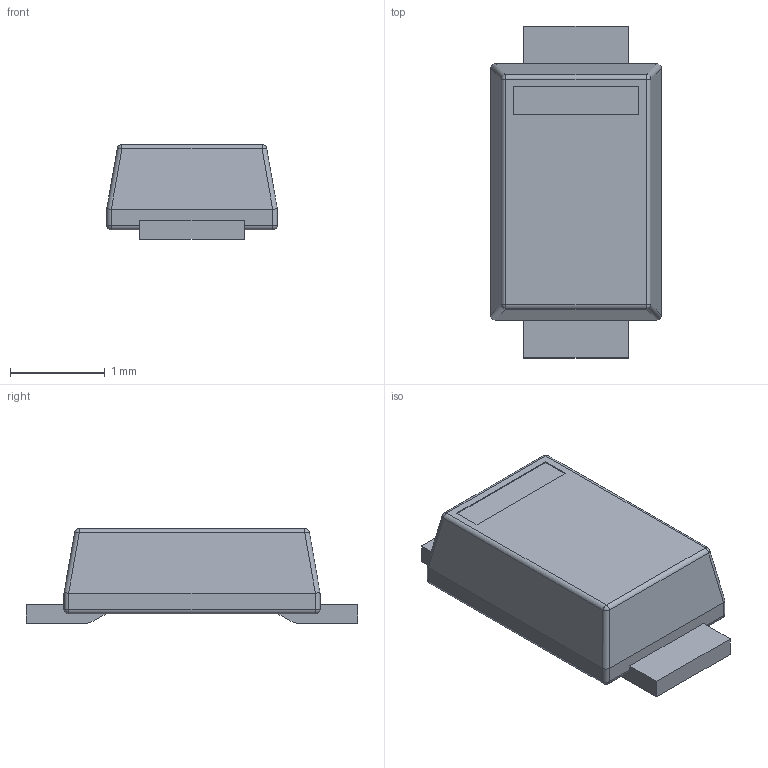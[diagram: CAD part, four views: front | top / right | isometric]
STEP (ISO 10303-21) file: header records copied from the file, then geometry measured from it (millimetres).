
FILE_DESCRIPTION(/* description */ ('model of SOD123F'),/* implementation_level */ '2;1');
FILE_NAME(/* name */ 'SOD123F.stp',/* time_stamp */ '2015-12-05T22:09:38',/* author */ ('Joan The Spark',''),/* organization */ (''),/* preprocessor_version */ '',/* originating_system */ '',/* authorisation */ '');
FILE_SCHEMA (('AUTOMOTIVE_DESIGN { 1 0 10303 214 3 1 1 }'));
Length unit declared in the file: millimetre
Products named in the file (1): SOD123F
Bounding box: 1.8 x 3.5 x 1 mm (x, y, z)
Volume: 4.3 mm3; surface area: 18.7 mm2
Topology: 1 solids, 1 shells, 55 faces, 132 edges, 80 vertices
Faces by surface type: plane 27, cylinder 20, sphere 8
Entity records: 1657 total; most frequent: DIRECTION 288, CARTESIAN_POINT 268, ORIENTED_EDGE 264, EDGE_CURVE 132, AXIS2_PLACEMENT_3D 100, LINE 88, VECTOR 88, VERTEX_POINT 80
